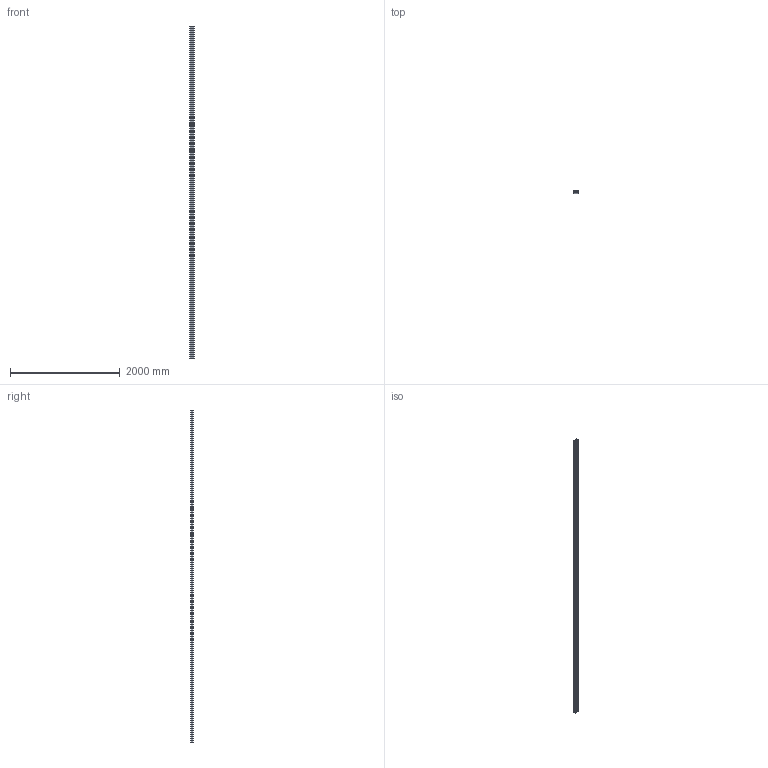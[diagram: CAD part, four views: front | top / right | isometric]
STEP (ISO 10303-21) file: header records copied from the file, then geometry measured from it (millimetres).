
FILE_DESCRIPTION (( 'STEP AP214' ), '1' );
FILE_NAME ('20306000_Profil 45x90F Nut 8.STEP', '2021-02-05T11:04:53', ( '' ), ( '' ), 'SwSTEP 2.0', 'SolidWorks 2021', '' );
FILE_SCHEMA (( 'AUTOMOTIVE_DESIGN' ));
Length unit declared in the file: millimetre
Products named in the file (1): 20306000_Profil 45x90F Nut 8
Bounding box: 90 x 45 x 6060 mm (x, y, z)
Volume: 7084989 mm3; surface area: 5289182.6 mm2
Topology: 1 solids, 1 shells, 236 faces, 702 edges, 468 vertices
Faces by surface type: cylinder 118, plane 118
Entity records: 8044 total; most frequent: DIRECTION 1412, CARTESIAN_POINT 1407, ORIENTED_EDGE 1404, EDGE_CURVE 702, AXIS2_PLACEMENT_3D 473, VERTEX_POINT 468, LINE 466, VECTOR 466
